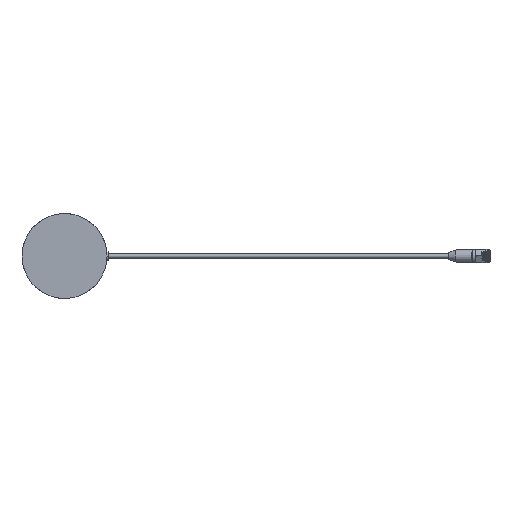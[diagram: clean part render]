
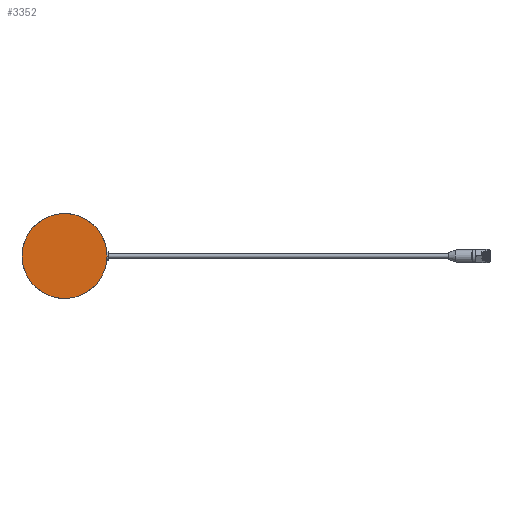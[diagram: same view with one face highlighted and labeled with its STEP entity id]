
A CAD part, front view. The second image highlights one B-rep face of the part: STEP entity #3352.
In plain terms, the highlighted planar face has unit normal (0, -1, 0).
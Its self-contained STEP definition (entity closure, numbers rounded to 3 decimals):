
#155 = CARTESIAN_POINT ( 'NONE',  ( 0., 0., 25. ) ) ;
#234 = DIRECTION ( 'NONE',  ( 0., 0., -1. ) ) ;
#2614 = FACE_OUTER_BOUND ( 'NONE', #8599, .T. ) ;
#3352 = ADVANCED_FACE ( 'NONE', ( #2614 ), #14482, .T. ) ;
#3488 = EDGE_CURVE ( 'NONE', #4828, #8132, #6324, .T. ) ;
#3986 = DIRECTION ( 'NONE',  ( 0., -1., 0. ) ) ;
#4828 = VERTEX_POINT ( 'NONE', #9780 ) ;
#5826 = DIRECTION ( 'NONE',  ( 0., -1., 0. ) ) ;
#6324 = CIRCLE ( 'NONE', #10746, 25. ) ;
#8132 = VERTEX_POINT ( 'NONE', #155 ) ;
#8455 = EDGE_CURVE ( 'NONE', #8132, #4828, #9699, .T. ) ;
#8599 = EDGE_LOOP ( 'NONE', ( #11115, #14307 ) ) ;
#9699 = CIRCLE ( 'NONE', #10297, 25. ) ;
#9780 = CARTESIAN_POINT ( 'NONE',  ( 0., 0., -25. ) ) ;
#10249 = AXIS2_PLACEMENT_3D ( 'NONE', #13313, #11169, #14436 ) ;
#10297 = AXIS2_PLACEMENT_3D ( 'NONE', #10671, #3986, #11791 ) ;
#10671 = CARTESIAN_POINT ( 'NONE',  ( 0., 0., 0. ) ) ;
#10746 = AXIS2_PLACEMENT_3D ( 'NONE', #12541, #5826, #234 ) ;
#11115 = ORIENTED_EDGE ( 'NONE', *, *, #3488, .T. ) ;
#11169 = DIRECTION ( 'NONE',  ( 0., -1., 0. ) ) ;
#11791 = DIRECTION ( 'NONE',  ( 0., 0., -1. ) ) ;
#12541 = CARTESIAN_POINT ( 'NONE',  ( 0., 0., 0. ) ) ;
#13313 = CARTESIAN_POINT ( 'NONE',  ( 0., 0., 0. ) ) ;
#14307 = ORIENTED_EDGE ( 'NONE', *, *, #8455, .T. ) ;
#14436 = DIRECTION ( 'NONE',  ( 0., 0., -1. ) ) ;
#14482 = PLANE ( 'NONE',  #10249 ) ;
